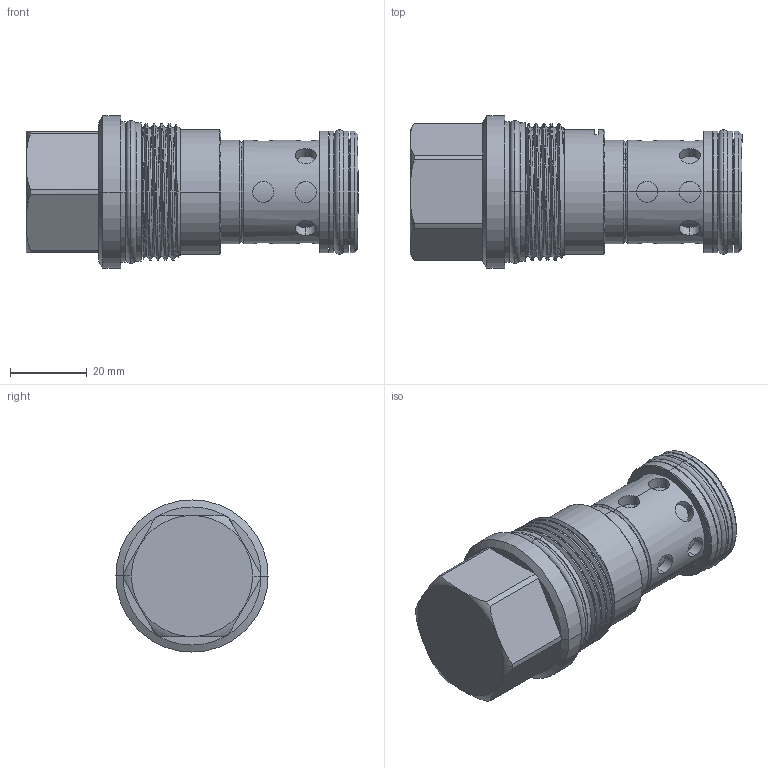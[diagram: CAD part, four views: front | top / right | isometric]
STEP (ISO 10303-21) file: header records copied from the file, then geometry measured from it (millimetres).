
FILE_DESCRIPTION (( 'STEP AP203' ), '1' );
FILE_NAME ('CV16A20-N.STEP', '2020-03-03T00:39:39', ( '' ), ( '' ), 'SwSTEP 2.0', 'SolidWorks 2018', '' );
FILE_SCHEMA (( 'CONFIG_CONTROL_DESIGN' ));
Length unit declared in the file: millimetre
Products named in the file (1): CV16A20-N
Bounding box: 86.55 x 39.67 x 39.67 mm (x, y, z)
Volume: 66978.9 mm3; surface area: 17047.4 mm2
Topology: 5 solids, 6 shells, 169 faces, 380 edges, 238 vertices
Faces by surface type: cylinder 96, plane 31, cone 19, torus 18, bspline 3, sphere 2
Entity records: 7242 total; most frequent: CARTESIAN_POINT 3462, DIRECTION 782, ORIENTED_EDGE 756, EDGE_CURVE 378, AXIS2_PLACEMENT_3D 331, VERTEX_POINT 238, EDGE_LOOP 196, ADVANCED_FACE 169
